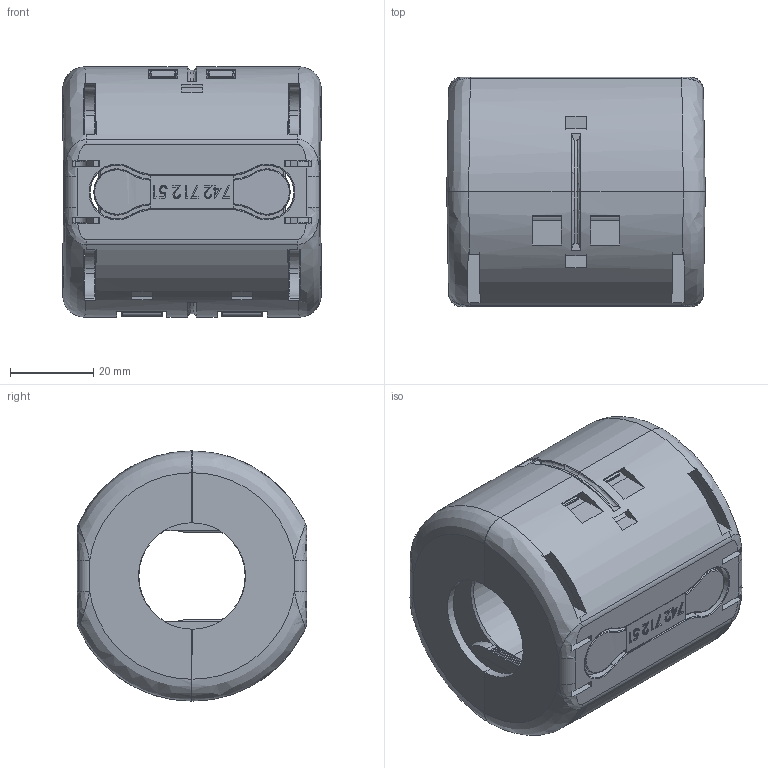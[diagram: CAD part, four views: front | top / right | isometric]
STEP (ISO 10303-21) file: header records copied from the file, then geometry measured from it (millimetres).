
FILE_DESCRIPTION( ( 'Unknown' ), '1' );
FILE_NAME( '74271251.stp', 'Unknown', ( 'Unknown' ), ( 'Unknown' ), 'PSStep 19.0.9', 'Unknown', ' ' );
FILE_SCHEMA( ( 'AUTOMOTIVE_DESIGN { 1 0 10303 214 1 1 1 1 }' ) );
Length unit declared in the file: millimetre
Products named in the file (7): Schanier_geschlossen_Konfigurations-Name; Mittelteil_Konfigurations-Name; Schanier_Bogen_geschlossen; Assem1; Version_C_Unterseite; Version_C_Oberseite; Ferritkern C_Konfigurations-Name_0
Assembly tree (9 placements, depth 3):
  Assem1
    Version_C_Unterseite
    Version_C_Oberseite
    Ferritkern C_Konfigurations-Name_0  x2
    Schanier_geschlossen_Konfigurations-Name  x2
      Mittelteil_Konfigurations-Name
      Schanier_Bogen_geschlossen
Bounding box: 62 x 55 x 60 mm (x, y, z)
Volume: 104380.8 mm3; surface area: 51753.1 mm2
Topology: 10 solids, 10 shells, 1524 faces, 4288 edges, 2800 vertices
Faces by surface type: plane 1013, cylinder 224, bspline 93, extrusion 84, cone 46, torus 44, sphere 12, revolution 8
Full cylindrical faces by diameter (mm): 0.266 x2, 0.819 x5, 1.7 x1, 5 x2, 6 x4
Entity records: 63681 total; most frequent: CARTESIAN_POINT 16868, ORIENTED_EDGE 7862, DIRECTION 6584, EDGE_CURVE 3931, VECTOR 2818, LINE 2734, VERTEX_POINT 2586, AXIS2_PLACEMENT_3D 1879
